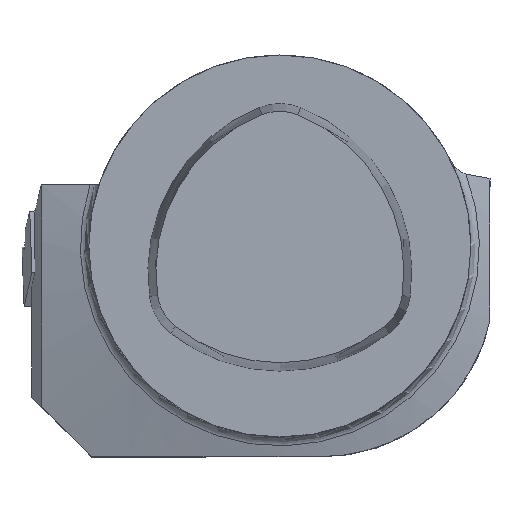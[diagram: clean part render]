
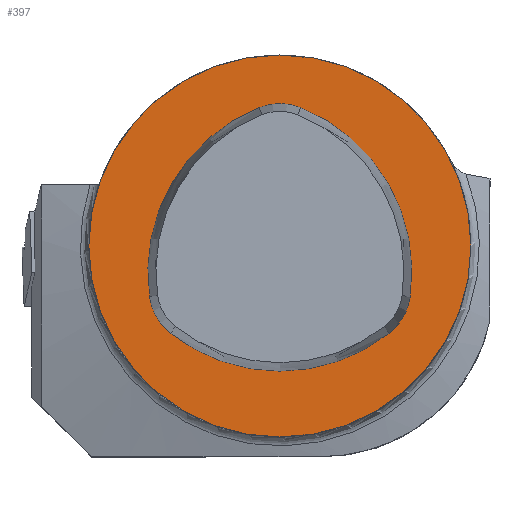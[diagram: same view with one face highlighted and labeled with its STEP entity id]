
A CAD part, top view. The second image highlights one B-rep face of the part: STEP entity #397.
In plain terms, the highlighted planar face has unit normal (0, 0, 1).
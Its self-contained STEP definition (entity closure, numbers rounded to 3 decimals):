
#80=PLANE('',#1308);
#397=ADVANCED_FACE('',(#467),#80,.T.);
#467=FACE_OUTER_BOUND('',#543,.T.);
#543=EDGE_LOOP('',(#680));
#680=ORIENTED_EDGE('',*,*,#1063,.T.);
#950=VERTEX_POINT('',#1741);
#1063=EDGE_CURVE('',#950,#950,#1220,.T.);
#1220=CIRCLE('',#1288,20.);
#1288=AXIS2_PLACEMENT_3D('',#1740,#1420,#1421);
#1308=AXIS2_PLACEMENT_3D('',#1924,#1490,#1491);
#1420=DIRECTION('',(0.,0.,1.));
#1421=DIRECTION('',(1.,0.,0.));
#1490=DIRECTION('',(0.,0.,1.));
#1491=DIRECTION('',(1.,0.,0.));
#1740=CARTESIAN_POINT('',(0.,0.,0.));
#1741=CARTESIAN_POINT('',(20.,0.,0.));
#1924=CARTESIAN_POINT('',(0.,0.,0.));
